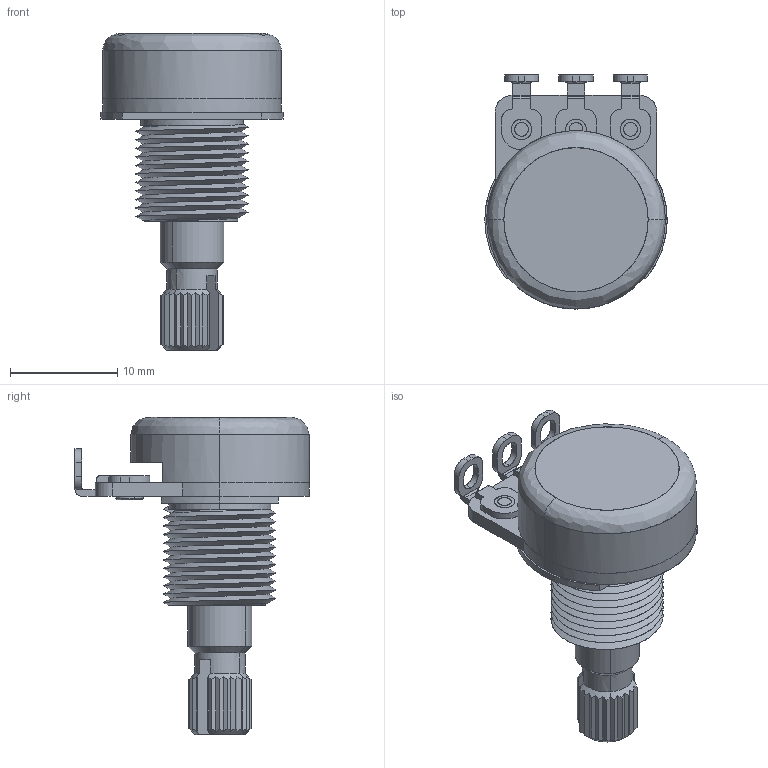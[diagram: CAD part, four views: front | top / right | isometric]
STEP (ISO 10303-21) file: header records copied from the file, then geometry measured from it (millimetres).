
FILE_DESCRIPTION(('FreeCAD Model'),'2;1');
FILE_NAME('Alpha_Taiwan_RV16AF-10_FC.step','2019-03-02T14:37:14',( ''),(''),'Open CASCADE STEP processor 7.2','FreeCAD','Unknown');
FILE_SCHEMA(('AUTOMOTIVE_DESIGN { 1 0 10303 214 1 1 1 1 }'));
Products named in the file (1): Single_Pot_sp
Bounding box: 17.02 x 21.84 x 29.59 mm (x, y, z)
Surface area: 3663.8 mm2 (no closed solid volume)
Topology: 0 solids, 755 shells, 758 faces, 6324 edges, 6059 vertices
Faces by surface type: bspline 407, revolution 351
Entity records: 67454 total; most frequent: CARTESIAN_POINT 24731, ORIENTED_EDGE 6271, EDGE_CURVE 6257, VERTEX_POINT 6047, DIRECTION 5040, B_SPLINE_CURVE_WITH_KNOTS 3517, AXIS2_PLACEMENT_3D 1747, CIRCLE 1746
